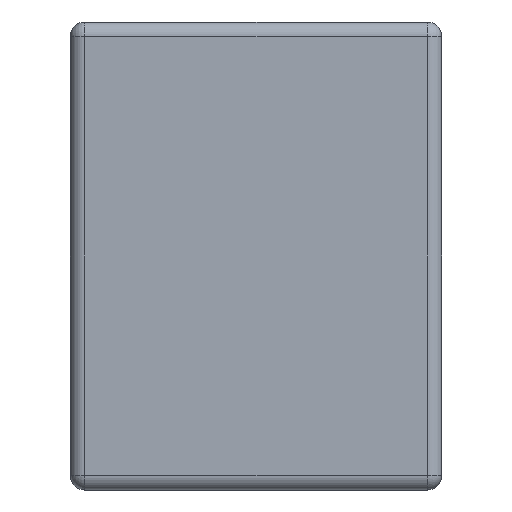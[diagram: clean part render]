
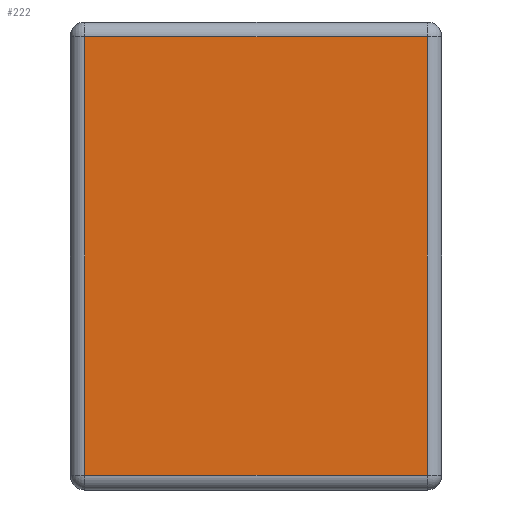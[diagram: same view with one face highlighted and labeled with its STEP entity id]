
A CAD part, left-side view. The second image highlights one B-rep face of the part: STEP entity #222.
In plain terms, the highlighted planar face has unit normal (-1, 0, 0).
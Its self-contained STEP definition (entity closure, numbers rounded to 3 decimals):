
#12 = EDGE_CURVE ( 'NONE', #233, #226, #409, .T. ) ;
#16 = ORIENTED_EDGE ( 'NONE', *, *, #12, .T. ) ;
#222 = ADVANCED_FACE ( 'NONE', ( #1119 ), #1099, .F. ) ;
#223 = EDGE_LOOP ( 'NONE', ( #224, #228, #231, #16 ) ) ;
#224 = ORIENTED_EDGE ( 'NONE', *, *, #225, .T. ) ;
#225 = EDGE_CURVE ( 'NONE', #226, #227, #1152, .T. ) ;
#226 = VERTEX_POINT ( 'NONE', #1145 ) ;
#227 = VERTEX_POINT ( 'NONE', #1144 ) ;
#228 = ORIENTED_EDGE ( 'NONE', *, *, #229, .T. ) ;
#229 = EDGE_CURVE ( 'NONE', #227, #230, #1143, .T. ) ;
#230 = VERTEX_POINT ( 'NONE', #1139 ) ;
#231 = ORIENTED_EDGE ( 'NONE', *, *, #232, .T. ) ;
#232 = EDGE_CURVE ( 'NONE', #230, #233, #1138, .T. ) ;
#233 = VERTEX_POINT ( 'NONE', #1134 ) ;
#405 = DIRECTION ( 'NONE',  ( 0., 0., 1. ) ) ;
#406 = VECTOR ( 'NONE', #405, 1000. ) ;
#407 = CARTESIAN_POINT ( 'NONE',  ( -1.6, 0.05, 0.8 ) ) ;
#409 = LINE ( 'NONE', #407, #406 ) ;
#1099 = PLANE ( 'NONE',  #1100 ) ;
#1100 = AXIS2_PLACEMENT_3D ( 'NONE', #1151, #1150, #1149 ) ;
#1119 = FACE_OUTER_BOUND ( 'NONE', #223, .T. ) ;
#1134 = CARTESIAN_POINT ( 'NONE',  ( -1.6, 0.05, -0.75 ) ) ;
#1135 = DIRECTION ( 'NONE',  ( 0., -1., 0. ) ) ;
#1136 = VECTOR ( 'NONE', #1135, 1000. ) ;
#1137 = CARTESIAN_POINT ( 'NONE',  ( -1.6, 1.27, -0.75 ) ) ;
#1138 = LINE ( 'NONE', #1137, #1136 ) ;
#1139 = CARTESIAN_POINT ( 'NONE',  ( -1.6, 1.22, -0.75 ) ) ;
#1140 = DIRECTION ( 'NONE',  ( 0., 0., -1. ) ) ;
#1141 = VECTOR ( 'NONE', #1140, 1000. ) ;
#1142 = CARTESIAN_POINT ( 'NONE',  ( -1.6, 1.22, 0.8 ) ) ;
#1143 = LINE ( 'NONE', #1142, #1141 ) ;
#1144 = CARTESIAN_POINT ( 'NONE',  ( -1.6, 1.22, 0.75 ) ) ;
#1145 = CARTESIAN_POINT ( 'NONE',  ( -1.6, 0.05, 0.75 ) ) ;
#1146 = DIRECTION ( 'NONE',  ( 0., 1., 0. ) ) ;
#1147 = VECTOR ( 'NONE', #1146, 1000. ) ;
#1148 = CARTESIAN_POINT ( 'NONE',  ( -1.6, 1.27, 0.75 ) ) ;
#1149 = DIRECTION ( 'NONE',  ( 0., 0., -1. ) ) ;
#1150 = DIRECTION ( 'NONE',  ( 1., 0., 0. ) ) ;
#1151 = CARTESIAN_POINT ( 'NONE',  ( -1.6, 1.27, 0.8 ) ) ;
#1152 = LINE ( 'NONE', #1148, #1147 ) ;
